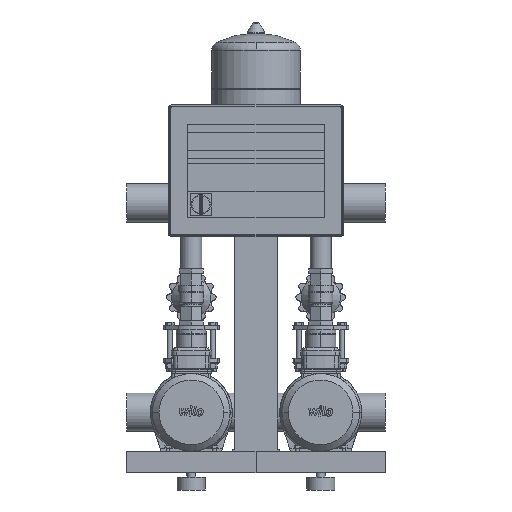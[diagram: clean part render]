
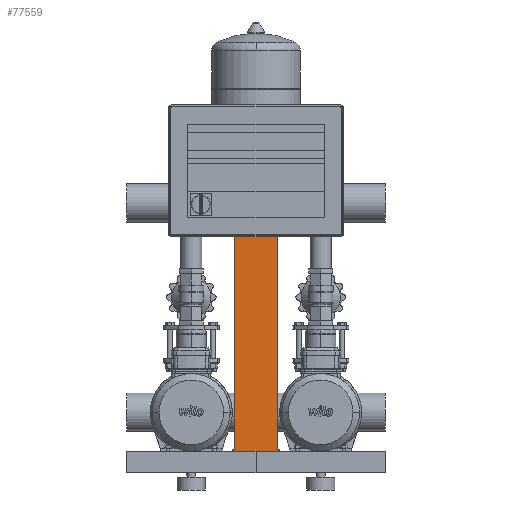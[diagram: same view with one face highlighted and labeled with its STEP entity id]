
A CAD part, front view. The second image highlights one B-rep face of the part: STEP entity #77559.
In plain terms, the highlighted free-form (B-spline) face has degree [1, 1] with [2, 2] control points.
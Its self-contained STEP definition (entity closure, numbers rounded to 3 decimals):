
#77416=CARTESIAN_POINT('',(250.0,-260.55,740.0));
#77417=VERTEX_POINT('',#77416);
#77424=CARTESIAN_POINT('',(350.0,-260.55,740.0));
#77425=VERTEX_POINT('',#77424);
#77426=CARTESIAN_POINT('',(250.0,-260.55,740.0));
#77427=DIRECTION('',(1.0,0.0,0.0));
#77428=VECTOR('',#77427,100.0);
#77429=LINE('',#77426,#77428);
#77430=EDGE_CURVE('',#77417,#77425,#77429,.T.);
#77479=CARTESIAN_POINT('',(350.0,-260.55,95.));
#77480=VERTEX_POINT('',#77479);
#77481=CARTESIAN_POINT('',(350.0,-260.55,95.));
#77482=DIRECTION('',(0.0,0.0,1.0));
#77483=VECTOR('',#77482,645.);
#77484=LINE('',#77481,#77483);
#77485=EDGE_CURVE('',#77480,#77425,#77484,.T.);
#77504=CARTESIAN_POINT('',(355.0,-260.55,740.0));
#77505=CARTESIAN_POINT('',(355.0,-260.55,90.));
#77506=CARTESIAN_POINT('',(245.0,-260.55,740.0));
#77507=CARTESIAN_POINT('',(245.0,-260.55,90.));
#77508=B_SPLINE_SURFACE_WITH_KNOTS('',1,1,((#77504,#77506),(#77505,#77507)),.UNSPECIFIED.,.F.,.F.,.U.,(2,2),(2,2),(0.0,650.),(0.0,110.0),.UNSPECIFIED.);
#77509=ORIENTED_EDGE('',*,*,#77430,.F.);
#77510=CARTESIAN_POINT('',(250.0,-260.55,95.));
#77511=VERTEX_POINT('',#77510);
#77512=CARTESIAN_POINT('',(250.0,-260.55,95.));
#77513=DIRECTION('',(0.0,0.0,1.0));
#77514=VECTOR('',#77513,645.);
#77515=LINE('',#77512,#77514);
#77516=EDGE_CURVE('',#77511,#77417,#77515,.T.);
#77517=ORIENTED_EDGE('',*,*,#77516,.F.);
#77518=CARTESIAN_POINT('',(245.0,-260.55,95.));
#77519=VERTEX_POINT('',#77518);
#77520=CARTESIAN_POINT('',(250.0,-260.55,95.));
#77521=DIRECTION('',(-1.0,0.0,0.0));
#77522=VECTOR('',#77521,5.0);
#77523=LINE('',#77520,#77522);
#77524=EDGE_CURVE('',#77511,#77519,#77523,.T.);
#77525=ORIENTED_EDGE('',*,*,#77524,.T.);
#77526=CARTESIAN_POINT('',(245.0,-260.55,90.));
#77527=VERTEX_POINT('',#77526);
#77528=CARTESIAN_POINT('',(245.0,-260.55,95.));
#77529=DIRECTION('',(0.0,0.0,-1.0));
#77530=VECTOR('',#77529,5.0);
#77531=LINE('',#77528,#77530);
#77532=EDGE_CURVE('',#77519,#77527,#77531,.T.);
#77533=ORIENTED_EDGE('',*,*,#77532,.T.);
#77534=CARTESIAN_POINT('',(355.0,-260.55,90.));
#77535=VERTEX_POINT('',#77534);
#77536=CARTESIAN_POINT('',(245.0,-260.55,90.));
#77537=DIRECTION('',(1.0,0.0,0.0));
#77538=VECTOR('',#77537,110.0);
#77539=LINE('',#77536,#77538);
#77540=EDGE_CURVE('',#77527,#77535,#77539,.T.);
#77541=ORIENTED_EDGE('',*,*,#77540,.T.);
#77542=CARTESIAN_POINT('',(355.0,-260.55,95.));
#77543=VERTEX_POINT('',#77542);
#77544=CARTESIAN_POINT('',(355.0,-260.55,95.));
#77545=DIRECTION('',(0.0,0.0,-1.0));
#77546=VECTOR('',#77545,5.0);
#77547=LINE('',#77544,#77546);
#77548=EDGE_CURVE('',#77543,#77535,#77547,.T.);
#77549=ORIENTED_EDGE('',*,*,#77548,.F.);
#77550=CARTESIAN_POINT('',(355.0,-260.55,95.));
#77551=DIRECTION('',(-1.0,0.0,0.0));
#77552=VECTOR('',#77551,5.0);
#77553=LINE('',#77550,#77552);
#77554=EDGE_CURVE('',#77543,#77480,#77553,.T.);
#77555=ORIENTED_EDGE('',*,*,#77554,.T.);
#77556=ORIENTED_EDGE('',*,*,#77485,.T.);
#77557=EDGE_LOOP('',(#77509,#77517,#77525,#77533,#77541,#77549,#77555,#77556));
#77558=FACE_OUTER_BOUND('',#77557,.T.);
#77559=ADVANCED_FACE('',(#77558),#77508,.F.);
